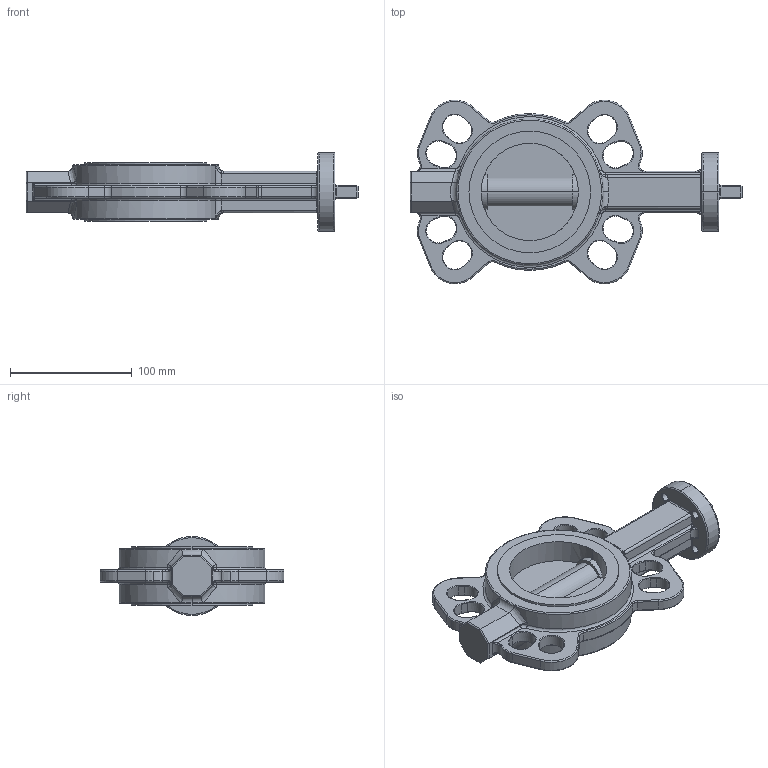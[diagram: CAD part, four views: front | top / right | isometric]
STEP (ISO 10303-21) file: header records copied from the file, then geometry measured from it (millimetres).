
FILE_DESCRIPTION (( 'STEP AP214' ), '1' );
FILE_NAME ('SCBF-D673-16XEX-80.step', '2025-09-25T05:48:40', ( 'KTP' ), ( '' ), 'SwSTEP 2.0', 'SolidWorks 2021', '' );
FILE_SCHEMA (( 'AUTOMOTIVE_DESIGN' ));
Length unit declared in the file: millimetre
Products named in the file (1): SCBF-D673-16XEX-80
Bounding box: 273 x 150.99 x 65 mm (x, y, z)
Volume: 598173.4 mm3; surface area: 94419 mm2
Topology: 1 solids, 1 shells, 476 faces, 1145 edges, 670 vertices
Faces by surface type: cylinder 173, torus 166, plane 89, bspline 48
Entity records: 16254 total; most frequent: CARTESIAN_POINT 4548, DIRECTION 2491, ORIENTED_EDGE 2282, EDGE_CURVE 1141, AXIS2_PLACEMENT_3D 1063, VERTEX_POINT 670, CIRCLE 634, EDGE_LOOP 503
